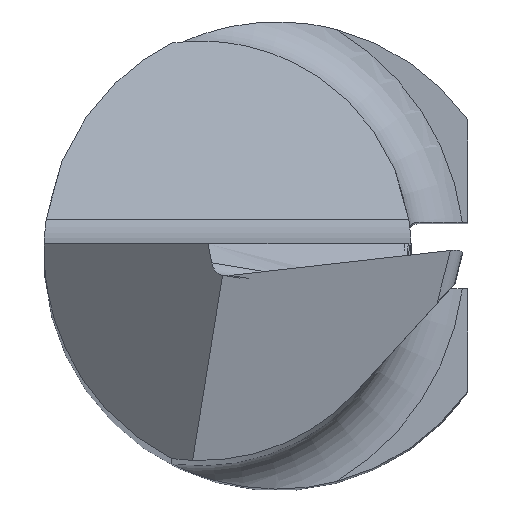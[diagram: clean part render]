
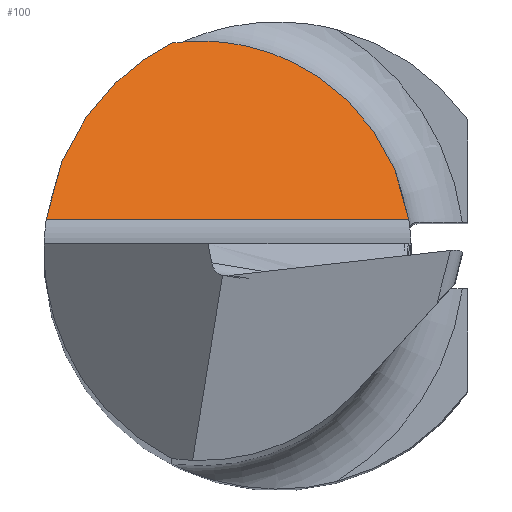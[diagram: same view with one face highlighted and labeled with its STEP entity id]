
A CAD part, top view. The second image highlights one B-rep face of the part: STEP entity #100.
In plain terms, the highlighted planar face has unit normal (0, 0.766, 0.643).
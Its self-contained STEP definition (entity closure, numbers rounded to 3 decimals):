
#46 = ORIENTED_EDGE ( 'NONE', *, *, #322, .F. ) ;
#100 = ADVANCED_FACE ( 'NONE', ( #1149 ), #1170, .F. ) ;
#110 = CARTESIAN_POINT ( 'NONE',  ( 0.223, 3.373, 51.097 ) ) ;
#136 = DIRECTION ( 'NONE',  ( 0., 0.643, -0.766 ) ) ;
#152 = CARTESIAN_POINT ( 'NONE',  ( 1.964, 0.474, 54.552 ) ) ;
#191 = VERTEX_POINT ( 'NONE', #152 ) ;
#212 = CARTESIAN_POINT ( 'NONE',  ( -1.587, 3.12, 51.399 ) ) ;
#251 =( BOUNDED_CURVE ( )  B_SPLINE_CURVE ( 3, ( #309, #682, #1050, #212 ),
 .UNSPECIFIED., .F., .T. ) 
 B_SPLINE_CURVE_WITH_KNOTS ( ( 4, 4 ),
 ( 4.848, 5.813 ),
 .UNSPECIFIED. ) 
 CURVE ( )  GEOMETRIC_REPRESENTATION_ITEM ( )  RATIONAL_B_SPLINE_CURVE ( ( 1., 0.924, 0.924, 1. ) ) 
 REPRESENTATION_ITEM ( '' )  );
#275 = CARTESIAN_POINT ( 'NONE',  ( -3.5, 0.474, 54.552 ) ) ;
#309 = CARTESIAN_POINT ( 'NONE',  ( -3.468, 0.474, 54.552 ) ) ;
#322 = EDGE_CURVE ( 'NONE', #626, #920, #251, .T. ) ;
#405 = CARTESIAN_POINT ( 'NONE',  ( 1.689, 2.281, 52.398 ) ) ;
#447 = ORIENTED_EDGE ( 'NONE', *, *, #787, .T. ) ;
#603 = VECTOR ( 'NONE', #652, 1000. ) ;
#605 = EDGE_CURVE ( 'NONE', #626, #191, #666, .T. ) ;
#626 = VERTEX_POINT ( 'NONE', #1024 ) ;
#631 =( BOUNDED_CURVE ( )  B_SPLINE_CURVE ( 3, ( #1059, #405, #110, #851 ),
 .UNSPECIFIED., .F., .T. ) 
 B_SPLINE_CURVE_WITH_KNOTS ( ( 4, 4 ),
 ( 4.864, 6.422 ),
 .UNSPECIFIED. ) 
 CURVE ( )  GEOMETRIC_REPRESENTATION_ITEM ( )  RATIONAL_B_SPLINE_CURVE ( ( 1., 0.808, 0.808, 1. ) ) 
 REPRESENTATION_ITEM ( '' )  );
#638 = EDGE_LOOP ( 'NONE', ( #858, #447, #46 ) ) ;
#652 = DIRECTION ( 'NONE',  ( 1., 0., 0. ) ) ;
#666 = LINE ( 'NONE', #275, #603 ) ;
#682 = CARTESIAN_POINT ( 'NONE',  ( -3.309, 1.634, 53.169 ) ) ;
#703 = CARTESIAN_POINT ( 'NONE',  ( -1.587, 3.12, 51.399 ) ) ;
#787 = EDGE_CURVE ( 'NONE', #191, #920, #631, .T. ) ;
#851 = CARTESIAN_POINT ( 'NONE',  ( -1.587, 3.12, 51.399 ) ) ;
#858 = ORIENTED_EDGE ( 'NONE', *, *, #605, .T. ) ;
#900 = DIRECTION ( 'NONE',  ( 0., -0.766, -0.643 ) ) ;
#920 = VERTEX_POINT ( 'NONE', #703 ) ;
#979 = CARTESIAN_POINT ( 'NONE',  ( -3.5, 0.474, 54.552 ) ) ;
#1024 = CARTESIAN_POINT ( 'NONE',  ( -3.468, 0.474, 54.552 ) ) ;
#1050 = CARTESIAN_POINT ( 'NONE',  ( -2.631, 2.589, 52.032 ) ) ;
#1059 = CARTESIAN_POINT ( 'NONE',  ( 1.964, 0.474, 54.552 ) ) ;
#1149 = FACE_OUTER_BOUND ( 'NONE', #638, .T. ) ;
#1170 = PLANE ( 'NONE',  #1193 ) ;
#1193 = AXIS2_PLACEMENT_3D ( 'NONE', #979, #900, #136 ) ;
